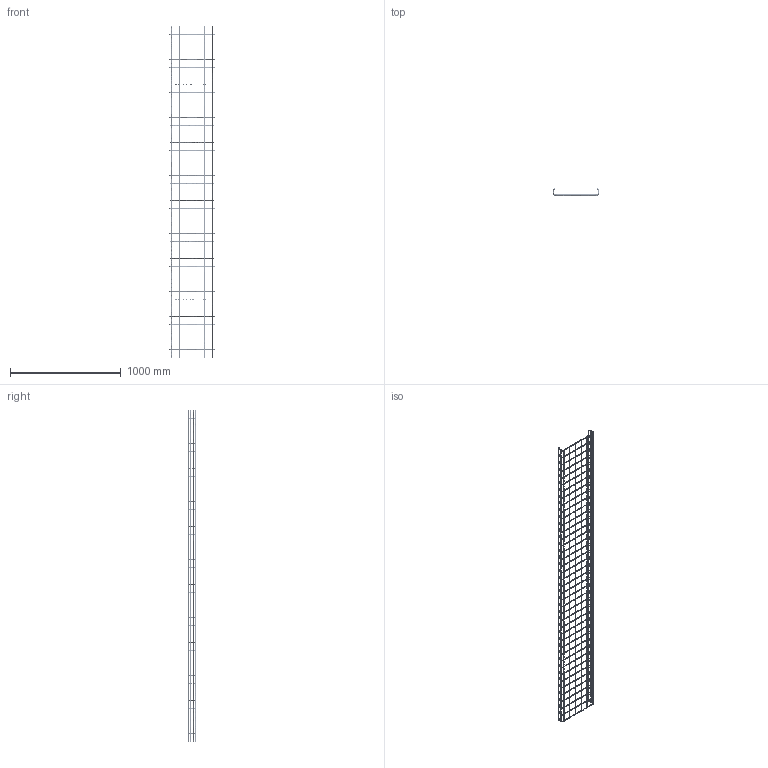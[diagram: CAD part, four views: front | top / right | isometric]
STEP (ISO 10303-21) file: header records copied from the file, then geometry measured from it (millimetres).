
FILE_DESCRIPTION(/* description */ (''),/* implementation_level */ '2;1');
FILE_NAME(/* name */ '6017460',/* time_stamp */ '2013-12-16T14:08:23+01:00',/* author */ (''),/* organization */ (''),/* preprocessor_version */ 'ST-DEVELOPER v15',/* originating_system */ '',/* authorisation */ '');
FILE_SCHEMA (('AUTOMOTIVE_DESIGN'));
Products named in the file (1): Document
Bounding box: 416.6 x 66.6 x 3004.4 mm (x, y, z)
Volume: 881125.5 mm3; surface area: 796542.1 mm2
Topology: 1 solids, 1 shells, 868 faces, 4218 edges, 2596 vertices
Faces by surface type: bspline 762, plane 106
Entity records: 137941 total; most frequent: CARTESIAN_POINT 117772, ORIENTED_EDGE 8436, EDGE_CURVE 4218, VERTEX_POINT 2596, B_SPLINE_CURVE_WITH_KNOTS 1728, EDGE_LOOP 990, ADVANCED_FACE 868, FACE_OUTER_BOUND 868
